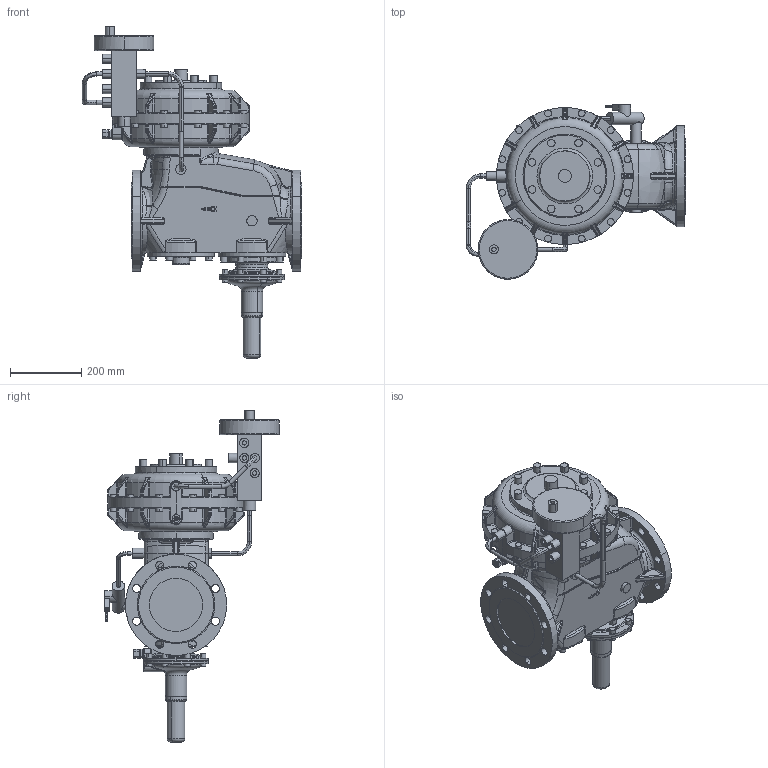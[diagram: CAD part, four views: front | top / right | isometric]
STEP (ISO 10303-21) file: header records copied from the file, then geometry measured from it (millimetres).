
FILE_DESCRIPTION(('CATIA V5 STEP Exchange'),'2;1');
FILE_NAME('RSP 254-150-385-R70-100.stp','2018-04-09T12:53:03+00:00',('none'),('none'),'CATIA Version 5 Release 19 SP 2 (IN-10)','CATIA V5 STEP AP214','none');
FILE_SCHEMA(('AUTOMOTIVE_DESIGN { 1 0 10303 214 1 1 1 1 }'));
Products named in the file (1): RSP 254-150-385-R70-100
Bounding box: 617.5 x 491.75 x 934.28 mm (x, y, z)
Volume: 43371685.8 mm3; surface area: 1460689.1 mm2
Topology: 1 solids, 34 shells, 2233 faces, 5457 edges, 3275 vertices
Faces by surface type: cylinder 890, plane 385, torus 380, bspline 337, cone 127, sphere 58, revolution 52, extrusion 4
Entity records: 104444 total; most frequent: CARTESIAN_POINT 58948, ORIENTED_EDGE 10680, DIRECTION 6665, EDGE_CURVE 5340, AXIS2_PLACEMENT_3D 3680, VERTEX_POINT 3275, EDGE_LOOP 2377, ADVANCED_FACE 2233
